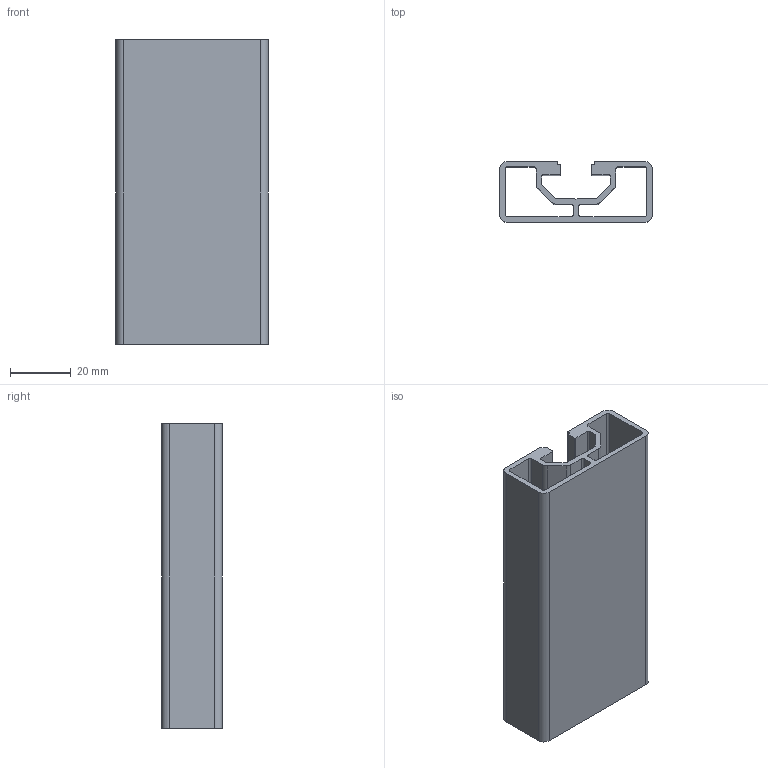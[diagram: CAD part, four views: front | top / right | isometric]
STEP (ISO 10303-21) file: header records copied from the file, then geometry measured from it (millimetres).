
FILE_DESCRIPTION (( 'STEP AP203' ), '1' );
FILE_NAME ('JL-10-2050E.STEP', '2019-07-24T05:49:37', ( 'User' ), ( 'China' ), 'SwSTEP 2.0', 'SolidWorks 2015', '' );
FILE_SCHEMA (( 'CONFIG_CONTROL_DESIGN' ));
Length unit declared in the file: millimetre
Products named in the file (1): JL-10-2050E
Bounding box: 50 x 20 x 100 mm (x, y, z)
Volume: 32834.7 mm3; surface area: 33031.1 mm2
Topology: 1 solids, 1 shells, 223 faces, 636 edges, 424 vertices
Faces by surface type: plane 163, cylinder 32, bspline 28
Entity records: 8171 total; most frequent: CARTESIAN_POINT 2392, ORIENTED_EDGE 1272, DIRECTION 1036, EDGE_CURVE 636, VECTOR 516, LINE 516, VERTEX_POINT 424, AXIS2_PLACEMENT_3D 260
